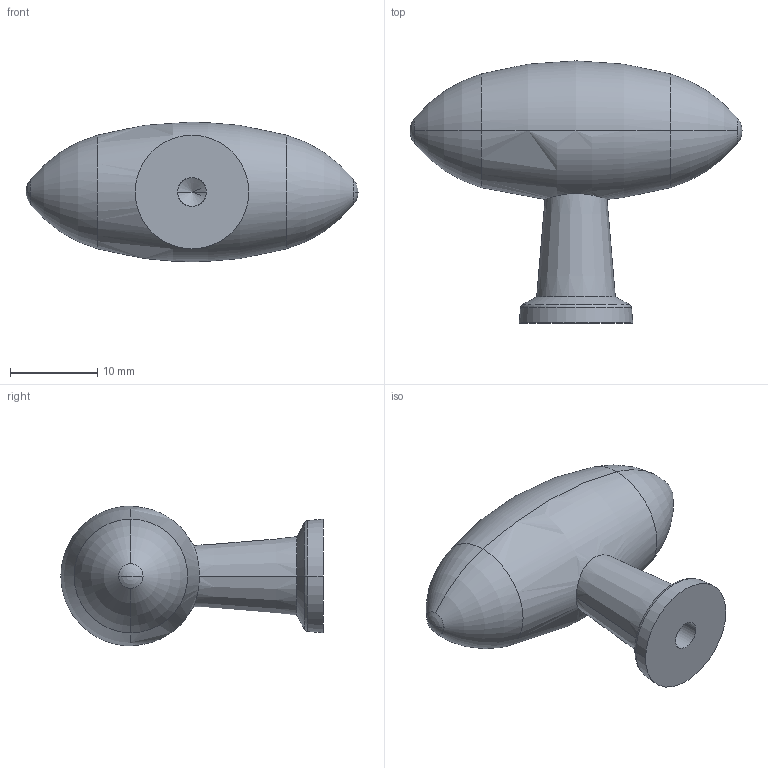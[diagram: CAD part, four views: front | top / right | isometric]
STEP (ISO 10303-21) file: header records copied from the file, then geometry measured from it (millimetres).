
FILE_DESCRIPTION(('Creo Elements/Direct Modeling STEP Export'),'2;1');
FILE_NAME('2039-38.stp','2024-09-16T11:10:27',(''),(''),'Creo Elements/Direct Modeling STEP processor for AP214 (Solid Model)','Creo Elements/Direct Modeling 20.0 12-Nov-2016 (C) Parametric Technology GmbH','');
FILE_SCHEMA(('AUTOMOTIVE_DESIGN { 1 0 10303 214 1 1 1 1 }'));
Length unit declared in the file: millimetre
Products named in the file (2): 2039-38; 2039-38.stp
Assembly tree (1 placements, depth 2):
  2039-38.stp
    2039-38
Bounding box: 38 x 30 x 16 mm (x, y, z)
Volume: 5766 mm3; surface area: 2219.3 mm2
Topology: 1 solids, 1 shells, 26 faces, 63 edges, 36 vertices
Faces by surface type: torus 8, cone 8, sphere 4, cylinder 4, plane 2
Entity records: 1077 total; most frequent: CARTESIAN_POINT 488, ORIENTED_EDGE 114, DIRECTION 112, EDGE_CURVE 57, AXIS2_PLACEMENT_3D 50, VERTEX_POINT 36, EDGE_LOOP 29, FACE_OUTER_BOUND 26
